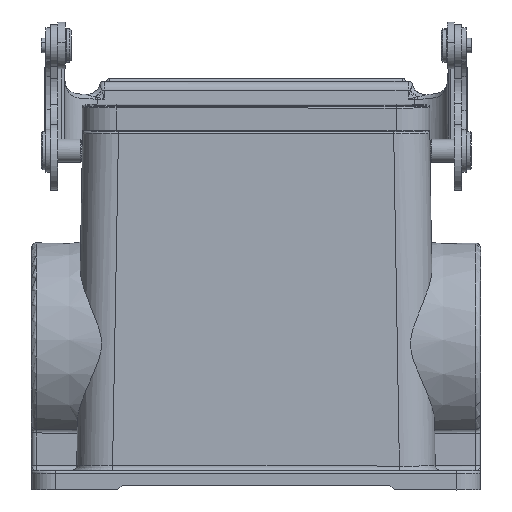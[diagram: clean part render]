
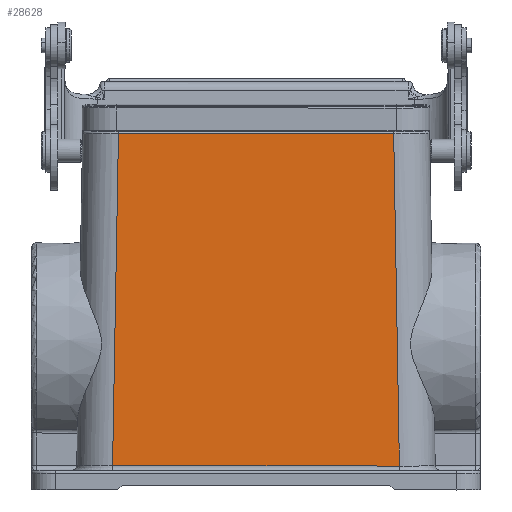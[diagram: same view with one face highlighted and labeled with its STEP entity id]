
A CAD part, top view. The second image highlights one B-rep face of the part: STEP entity #28628.
In plain terms, the highlighted planar face has unit normal (0, 0.009, 1).
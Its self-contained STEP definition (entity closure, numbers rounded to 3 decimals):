
#7133=DIRECTION('',(0.017,-1.,0.009));
#7134=VECTOR('',#7133,69.547);
#7135=CARTESIAN_POINT('',(75.819,51.278,0.004));
#7136=LINE('',#7135,#7134);
#7137=DIRECTION('',(0.018,1.,-0.009));
#7138=VECTOR('',#7137,69.547);
#7139=CARTESIAN_POINT('',(16.964,-18.238,
0.611));
#7140=LINE('',#7139,#7138);
#8058=DIRECTION('',(1.,0.,0.));
#8059=VECTOR('',#8058,60.047);
#8060=CARTESIAN_POINT('',(16.964,-18.238,
0.611));
#8061=LINE('',#8060,#8059);
#9566=DIRECTION('',(-1.,0.,0.));
#9567=VECTOR('',#9566,57.619);
#9568=CARTESIAN_POINT('',(75.819,51.278,0.004));
#9569=LINE('',#9568,#9567);
#14469=CARTESIAN_POINT('',(16.964,-18.238,
0.611));
#14470=CARTESIAN_POINT('',(18.199,51.295,
0.004));
#14471=VERTEX_POINT('',#14469);
#14472=VERTEX_POINT('',#14470);
#14477=CARTESIAN_POINT('',(75.819,51.278,
0.004));
#14478=CARTESIAN_POINT('',(77.011,-18.257,
0.611));
#14479=VERTEX_POINT('',#14477);
#14480=VERTEX_POINT('',#14478);
#28614=CARTESIAN_POINT('',(46.998,16.519,
0.308));
#28615=DIRECTION('',(0.,0.009,1.));
#28616=DIRECTION('',(0.,-1.,0.009));
#28617=AXIS2_PLACEMENT_3D('',#28614,#28615,#28616);
#28618=PLANE('',#28617);
#28620=ORIENTED_EDGE('',*,*,#28619,.T.);
#28622=ORIENTED_EDGE('',*,*,#28621,.F.);
#28623=ORIENTED_EDGE('',*,*,#28598,.T.);
#28625=ORIENTED_EDGE('',*,*,#28624,.F.);
#28626=EDGE_LOOP('',(#28620,#28622,#28623,#28625));
#28627=FACE_OUTER_BOUND('',#28626,.F.);
#28598=EDGE_CURVE('',#14471,#14472,#7140,.T.);
#28619=EDGE_CURVE('',#14479,#14480,#7136,.T.);
#28621=EDGE_CURVE('',#14471,#14480,#8061,.T.);
#28624=EDGE_CURVE('',#14479,#14472,#9569,.T.);
#28628=ADVANCED_FACE('',(#28627),#28618,.T.);
